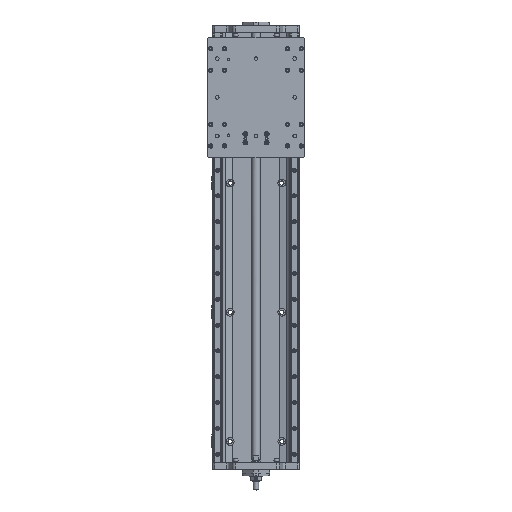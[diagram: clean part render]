
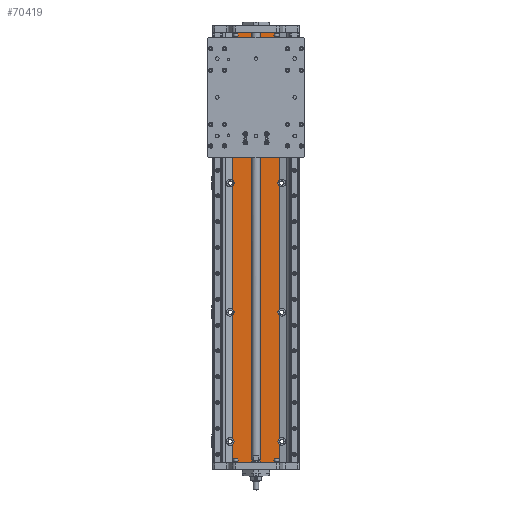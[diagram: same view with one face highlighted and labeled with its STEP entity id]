
A CAD part, top view. The second image highlights one B-rep face of the part: STEP entity #70419.
In plain terms, the highlighted planar face has unit normal (0, 0, 1).
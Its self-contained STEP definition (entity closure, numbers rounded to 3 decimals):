
#69644=CARTESIAN_POINT('',(57.819,657.26,27.4));
#69645=VERTEX_POINT('',#69644);
#69646=CARTESIAN_POINT('',(57.819,642.74,27.4));
#69647=VERTEX_POINT('',#69646);
#69648=CARTESIAN_POINT('',(52.5,650.0,27.4));
#69649=DIRECTION('',(0.0,0.0,-1.0));
#69650=DIRECTION('',(1.0,0.0,0.0));
#69651=AXIS2_PLACEMENT_3D('',#69648,#69649,#69650);
#69652=CIRCLE('',#69651,9.0);
#69653=EDGE_CURVE('',#69645,#69647,#69652,.T.);
#69759=CARTESIAN_POINT('',(167.181,657.26,27.4));
#69760=VERTEX_POINT('',#69759);
#69770=CARTESIAN_POINT('',(167.181,642.74,27.4));
#69771=VERTEX_POINT('',#69770);
#69772=CARTESIAN_POINT('',(172.5,650.0,27.4));
#69773=DIRECTION('',(0.0,0.0,-1.0));
#69774=DIRECTION('',(1.0,0.0,0.0));
#69775=AXIS2_PLACEMENT_3D('',#69772,#69773,#69774);
#69776=CIRCLE('',#69775,9.0);
#69777=EDGE_CURVE('',#69771,#69760,#69776,.T.);
#69818=CARTESIAN_POINT('',(57.819,357.26,27.4));
#69819=VERTEX_POINT('',#69818);
#69820=CARTESIAN_POINT('',(57.819,342.74,27.4));
#69821=VERTEX_POINT('',#69820);
#69822=CARTESIAN_POINT('',(52.5,350.0,27.4));
#69823=DIRECTION('',(0.0,0.0,-1.0));
#69824=DIRECTION('',(1.0,0.0,0.0));
#69825=AXIS2_PLACEMENT_3D('',#69822,#69823,#69824);
#69826=CIRCLE('',#69825,9.0);
#69827=EDGE_CURVE('',#69819,#69821,#69826,.T.);
#69933=CARTESIAN_POINT('',(167.181,357.26,27.4));
#69934=VERTEX_POINT('',#69933);
#69944=CARTESIAN_POINT('',(167.181,342.74,27.4));
#69945=VERTEX_POINT('',#69944);
#69946=CARTESIAN_POINT('',(172.5,350.0,27.4));
#69947=DIRECTION('',(0.0,0.0,-1.0));
#69948=DIRECTION('',(1.0,0.0,0.0));
#69949=AXIS2_PLACEMENT_3D('',#69946,#69947,#69948);
#69950=CIRCLE('',#69949,9.0);
#69951=EDGE_CURVE('',#69945,#69934,#69950,.T.);
#70001=CARTESIAN_POINT('',(57.819,57.26,27.4));
#70002=VERTEX_POINT('',#70001);
#70010=CARTESIAN_POINT('',(57.819,57.26,27.4));
#70011=DIRECTION('',(0.0,1.0,0.0));
#70012=VECTOR('',#70011,285.48);
#70013=LINE('',#70010,#70012);
#70014=EDGE_CURVE('',#70002,#69821,#70013,.T.);
#70032=CARTESIAN_POINT('',(57.819,357.26,27.4));
#70033=DIRECTION('',(0.0,1.0,0.0));
#70034=VECTOR('',#70033,285.48);
#70035=LINE('',#70032,#70034);
#70036=EDGE_CURVE('',#69819,#69647,#70035,.T.);
#70047=CARTESIAN_POINT('',(57.819,942.74,27.4));
#70048=VERTEX_POINT('',#70047);
#70049=CARTESIAN_POINT('',(57.819,657.26,27.4));
#70050=DIRECTION('',(0.0,1.0,0.0));
#70051=VECTOR('',#70050,285.48);
#70052=LINE('',#70049,#70051);
#70053=EDGE_CURVE('',#69645,#70048,#70052,.T.);
#70079=CARTESIAN_POINT('',(167.181,57.26,27.4));
#70080=VERTEX_POINT('',#70079);
#70081=CARTESIAN_POINT('',(167.181,342.74,27.4));
#70082=DIRECTION('',(0.0,-1.0,0.0));
#70083=VECTOR('',#70082,285.48);
#70084=LINE('',#70081,#70083);
#70085=EDGE_CURVE('',#69945,#70080,#70084,.T.);
#70119=CARTESIAN_POINT('',(167.181,942.74,27.4));
#70120=VERTEX_POINT('',#70119);
#70128=CARTESIAN_POINT('',(167.181,942.74,27.4));
#70129=DIRECTION('',(0.0,-1.0,0.0));
#70130=VECTOR('',#70129,285.48);
#70131=LINE('',#70128,#70130);
#70132=EDGE_CURVE('',#70120,#69760,#70131,.T.);
#70143=CARTESIAN_POINT('',(167.181,642.74,27.4));
#70144=DIRECTION('',(0.0,-1.0,0.0));
#70145=VECTOR('',#70144,285.48);
#70146=LINE('',#70143,#70145);
#70147=EDGE_CURVE('',#69771,#69934,#70146,.T.);
#70192=CARTESIAN_POINT('',(167.181,957.26,27.4));
#70193=VERTEX_POINT('',#70192);
#70203=CARTESIAN_POINT('',(172.5,950.0,27.4));
#70204=DIRECTION('',(0.0,0.0,-1.0));
#70205=DIRECTION('',(1.0,0.0,0.0));
#70206=AXIS2_PLACEMENT_3D('',#70203,#70204,#70205);
#70207=CIRCLE('',#70206,9.0);
#70208=EDGE_CURVE('',#70120,#70193,#70207,.T.);
#70279=CARTESIAN_POINT('',(57.819,957.26,27.4));
#70280=VERTEX_POINT('',#70279);
#70281=CARTESIAN_POINT('',(52.5,950.0,27.4));
#70282=DIRECTION('',(0.0,0.0,-1.0));
#70283=DIRECTION('',(1.0,0.0,0.0));
#70284=AXIS2_PLACEMENT_3D('',#70281,#70282,#70283);
#70285=CIRCLE('',#70284,9.0);
#70286=EDGE_CURVE('',#70280,#70048,#70285,.T.);
#70327=CARTESIAN_POINT('',(167.181,1000.0,27.4));
#70328=VERTEX_POINT('',#70327);
#70336=CARTESIAN_POINT('',(167.181,1000.0,27.4));
#70337=DIRECTION('',(0.0,-1.0,0.0));
#70338=VECTOR('',#70337,42.74);
#70339=LINE('',#70336,#70338);
#70340=EDGE_CURVE('',#70328,#70193,#70339,.T.);
#70345=CARTESIAN_POINT('',(187.55,1002.5,27.4));
#70346=DIRECTION('',(0.0,0.0,-1.0));
#70347=DIRECTION('',(0.0,1.0,0.0));
#70348=AXIS2_PLACEMENT_3D('',#70345,#70346,#70347);
#70349=PLANE('',#70348);
#70350=ORIENTED_EDGE('',*,*,#69653,.T.);
#70351=ORIENTED_EDGE('',*,*,#70036,.F.);
#70352=ORIENTED_EDGE('',*,*,#69827,.T.);
#70353=ORIENTED_EDGE('',*,*,#70014,.F.);
#70354=CARTESIAN_POINT('',(57.819,42.74,27.4));
#70355=VERTEX_POINT('',#70354);
#70356=CARTESIAN_POINT('',(52.5,50.0,27.4));
#70357=DIRECTION('',(0.0,0.0,-1.0));
#70358=DIRECTION('',(1.0,0.0,0.0));
#70359=AXIS2_PLACEMENT_3D('',#70356,#70357,#70358);
#70360=CIRCLE('',#70359,9.0);
#70361=EDGE_CURVE('',#70002,#70355,#70360,.T.);
#70362=ORIENTED_EDGE('',*,*,#70361,.T.);
#70363=CARTESIAN_POINT('',(57.819,0.0,27.4));
#70364=VERTEX_POINT('',#70363);
#70365=CARTESIAN_POINT('',(57.819,0.0,27.4));
#70366=DIRECTION('',(0.0,1.0,0.0));
#70367=VECTOR('',#70366,42.74);
#70368=LINE('',#70365,#70367);
#70369=EDGE_CURVE('',#70364,#70355,#70368,.T.);
#70370=ORIENTED_EDGE('',*,*,#70369,.F.);
#70371=CARTESIAN_POINT('',(167.181,0.0,27.4));
#70372=VERTEX_POINT('',#70371);
#70373=CARTESIAN_POINT('',(57.819,0.0,27.4));
#70374=DIRECTION('',(1.0,0.0,0.0));
#70375=VECTOR('',#70374,109.361);
#70376=LINE('',#70373,#70375);
#70377=EDGE_CURVE('',#70364,#70372,#70376,.T.);
#70378=ORIENTED_EDGE('',*,*,#70377,.T.);
#70379=CARTESIAN_POINT('',(167.181,42.74,27.4));
#70380=VERTEX_POINT('',#70379);
#70381=CARTESIAN_POINT('',(167.181,42.74,27.4));
#70382=DIRECTION('',(0.0,-1.0,0.0));
#70383=VECTOR('',#70382,42.74);
#70384=LINE('',#70381,#70383);
#70385=EDGE_CURVE('',#70380,#70372,#70384,.T.);
#70386=ORIENTED_EDGE('',*,*,#70385,.F.);
#70387=CARTESIAN_POINT('',(172.5,50.0,27.4));
#70388=DIRECTION('',(0.0,0.0,-1.0));
#70389=DIRECTION('',(1.0,0.0,0.0));
#70390=AXIS2_PLACEMENT_3D('',#70387,#70388,#70389);
#70391=CIRCLE('',#70390,9.0);
#70392=EDGE_CURVE('',#70380,#70080,#70391,.T.);
#70393=ORIENTED_EDGE('',*,*,#70392,.T.);
#70394=ORIENTED_EDGE('',*,*,#70085,.F.);
#70395=ORIENTED_EDGE('',*,*,#69951,.T.);
#70396=ORIENTED_EDGE('',*,*,#70147,.F.);
#70397=ORIENTED_EDGE('',*,*,#69777,.T.);
#70398=ORIENTED_EDGE('',*,*,#70132,.F.);
#70399=ORIENTED_EDGE('',*,*,#70208,.T.);
#70400=ORIENTED_EDGE('',*,*,#70340,.F.);
#70401=CARTESIAN_POINT('',(57.819,1000.0,27.4));
#70402=VERTEX_POINT('',#70401);
#70403=CARTESIAN_POINT('',(167.181,1000.0,27.4));
#70404=DIRECTION('',(-1.0,0.0,0.0));
#70405=VECTOR('',#70404,109.361);
#70406=LINE('',#70403,#70405);
#70407=EDGE_CURVE('',#70328,#70402,#70406,.T.);
#70408=ORIENTED_EDGE('',*,*,#70407,.T.);
#70409=CARTESIAN_POINT('',(57.819,957.26,27.4));
#70410=DIRECTION('',(0.0,1.0,0.0));
#70411=VECTOR('',#70410,42.74);
#70412=LINE('',#70409,#70411);
#70413=EDGE_CURVE('',#70280,#70402,#70412,.T.);
#70414=ORIENTED_EDGE('',*,*,#70413,.F.);
#70415=ORIENTED_EDGE('',*,*,#70286,.T.);
#70416=ORIENTED_EDGE('',*,*,#70053,.F.);
#70417=EDGE_LOOP('',(#70350,#70351,#70352,#70353,#70362,#70370,#70378,#70386,#70393,#70394,#70395,#70396,#70397,#70398,#70399,#70400,#70408,#70414,#70415,#70416));
#70418=FACE_OUTER_BOUND('',#70417,.T.);
#70419=ADVANCED_FACE('',(#70418),#70349,.F.);
